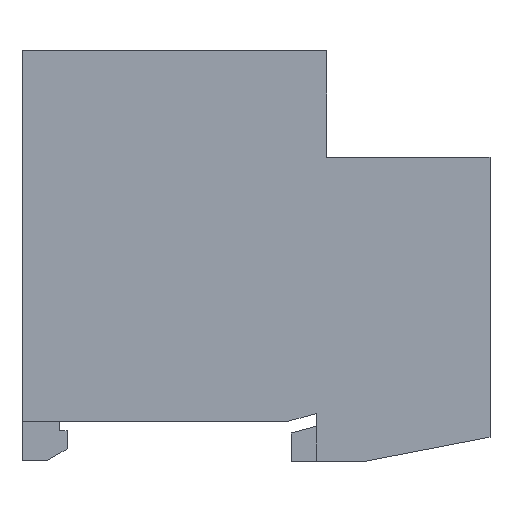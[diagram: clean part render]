
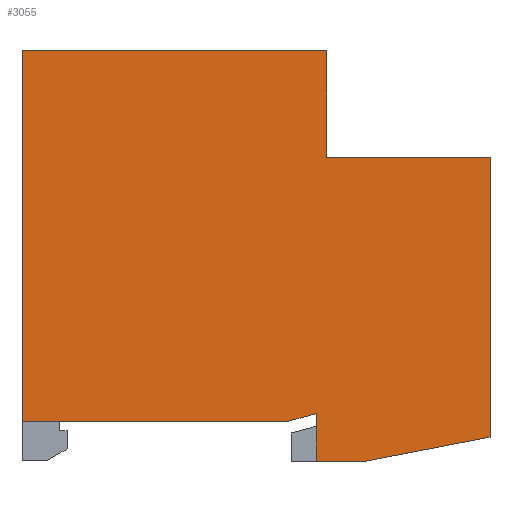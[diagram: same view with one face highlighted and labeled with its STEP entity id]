
A CAD part, left-side view. The second image highlights one B-rep face of the part: STEP entity #3055.
In plain terms, the highlighted planar face has unit normal (-1, 0, 0).
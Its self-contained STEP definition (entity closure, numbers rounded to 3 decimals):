
#2=DIRECTION('',(0.,-0.965,0.262));
#3=VECTOR('',#2,4.197);
#4=CARTESIAN_POINT('',(0.,28.65,5.65));
#5=LINE('',#4,#3);
#6=DIRECTION('',(0.,-1.,0.));
#7=VECTOR('',#6,37.65);
#8=CARTESIAN_POINT('',(0.,66.3,5.65));
#9=LINE('',#8,#7);
#10=DIRECTION('',(0.,0.,-1.));
#11=VECTOR('',#10,52.5);
#12=CARTESIAN_POINT('',(0.,66.3,58.15));
#13=LINE('',#12,#11);
#14=DIRECTION('',(0.,1.,0.));
#15=VECTOR('',#14,43.15);
#16=CARTESIAN_POINT('',(0.,23.15,58.15));
#17=LINE('',#16,#15);
#18=DIRECTION('',(0.,0.,1.));
#19=VECTOR('',#18,15.1);
#20=CARTESIAN_POINT('',(0.,23.15,43.05));
#21=LINE('',#20,#19);
#22=DIRECTION('',(0.,1.,0.));
#23=VECTOR('',#22,23.15);
#24=CARTESIAN_POINT('',(0.,0.,43.05));
#25=LINE('',#24,#23);
#26=DIRECTION('',(0.,0.,1.));
#27=VECTOR('',#26,39.64);
#28=CARTESIAN_POINT('',(0.,0.,3.41));
#29=LINE('',#28,#27);
#30=DIRECTION('',(0.,-0.982,0.189));
#31=VECTOR('',#30,18.017);
#32=CARTESIAN_POINT('',(0.,17.691,0.));
#33=LINE('',#32,#31);
#34=DIRECTION('',(0.,-1.,0.));
#35=VECTOR('',#34,6.91);
#36=CARTESIAN_POINT('',(0.,24.601,0.));
#37=LINE('',#36,#35);
#50=DIRECTION('',(0.,0.,-1.));
#51=VECTOR('',#50,6.75);
#52=CARTESIAN_POINT('',(0.,24.6,6.75));
#53=LINE('',#52,#51);
#2282=CARTESIAN_POINT('',(0.,0.,3.41));
#2283=CARTESIAN_POINT('',(0.,0.,43.05));
#2284=VERTEX_POINT('',#2282);
#2285=VERTEX_POINT('',#2283);
#2290=CARTESIAN_POINT('',(0.,23.15,43.05));
#2291=VERTEX_POINT('',#2290);
#2292=CARTESIAN_POINT('',(0.,23.15,58.15));
#2293=VERTEX_POINT('',#2292);
#2294=CARTESIAN_POINT('',(0.,66.3,58.15));
#2295=VERTEX_POINT('',#2294);
#2296=CARTESIAN_POINT('',(0.,66.3,5.65));
#2297=VERTEX_POINT('',#2296);
#2298=CARTESIAN_POINT('',(0.,28.65,5.65));
#2299=VERTEX_POINT('',#2298);
#2300=CARTESIAN_POINT('',(0.,17.691,0.));
#2301=VERTEX_POINT('',#2300);
#2314=CARTESIAN_POINT('',(0.,24.6,6.75));
#2315=VERTEX_POINT('',#2314);
#2360=CARTESIAN_POINT('',(0.,24.601,0.));
#2361=VERTEX_POINT('',#2360);
#3028=CARTESIAN_POINT('',(0.,0.,0.));
#3029=DIRECTION('',(-1.,0.,0.));
#3030=DIRECTION('',(0.,0.,1.));
#3031=AXIS2_PLACEMENT_3D('',#3028,#3029,#3030);
#3032=PLANE('',#3031);
#3034=ORIENTED_EDGE('',*,*,#3033,.F.);
#3036=ORIENTED_EDGE('',*,*,#3035,.F.);
#3038=ORIENTED_EDGE('',*,*,#3037,.F.);
#3040=ORIENTED_EDGE('',*,*,#3039,.F.);
#3042=ORIENTED_EDGE('',*,*,#3041,.F.);
#3044=ORIENTED_EDGE('',*,*,#3043,.F.);
#3046=ORIENTED_EDGE('',*,*,#3045,.F.);
#3048=ORIENTED_EDGE('',*,*,#3047,.F.);
#3050=ORIENTED_EDGE('',*,*,#3049,.F.);
#3052=ORIENTED_EDGE('',*,*,#3051,.F.);
#3053=EDGE_LOOP('',(#3034,#3036,#3038,#3040,#3042,#3044,#3046,#3048,#3050,
#3052));
#3054=FACE_OUTER_BOUND('',#3053,.F.);
#3033=EDGE_CURVE('',#2315,#2361,#53,.T.);
#3035=EDGE_CURVE('',#2299,#2315,#5,.T.);
#3037=EDGE_CURVE('',#2297,#2299,#9,.T.);
#3039=EDGE_CURVE('',#2295,#2297,#13,.T.);
#3041=EDGE_CURVE('',#2293,#2295,#17,.T.);
#3043=EDGE_CURVE('',#2291,#2293,#21,.T.);
#3045=EDGE_CURVE('',#2285,#2291,#25,.T.);
#3047=EDGE_CURVE('',#2284,#2285,#29,.T.);
#3049=EDGE_CURVE('',#2301,#2284,#33,.T.);
#3051=EDGE_CURVE('',#2361,#2301,#37,.T.);
#3055=ADVANCED_FACE('',(#3054),#3032,.T.);
